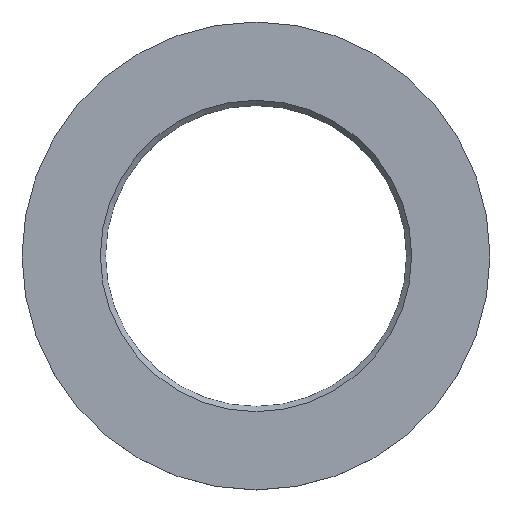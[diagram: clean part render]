
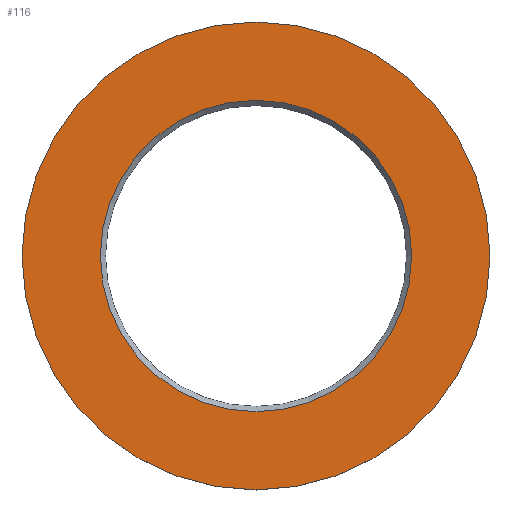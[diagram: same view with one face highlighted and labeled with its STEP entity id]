
A CAD part, top view. The second image highlights one B-rep face of the part: STEP entity #116.
In plain terms, the highlighted planar face has unit normal (0, 0, 1).
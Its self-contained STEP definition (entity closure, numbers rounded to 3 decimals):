
#16=FACE_BOUND('',#37,.T.);
#18=PLANE('',#155);
#28=FACE_OUTER_BOUND('',#36,.T.);
#36=EDGE_LOOP('',(#106));
#37=EDGE_LOOP('',(#107));
#48=CIRCLE('',#141,22.55);
#56=CIRCLE('',#154,15.);
#57=VERTEX_POINT('',#197);
#65=VERTEX_POINT('',#222);
#66=EDGE_CURVE('',#57,#57,#48,.T.);
#78=EDGE_CURVE('',#65,#65,#56,.T.);
#106=ORIENTED_EDGE('',*,*,#66,.F.);
#107=ORIENTED_EDGE('',*,*,#78,.F.);
#116=ADVANCED_FACE('',(#28,#16),#18,.T.);
#141=AXIS2_PLACEMENT_3D('',#198,#160,#161);
#154=AXIS2_PLACEMENT_3D('',#223,#190,#191);
#155=AXIS2_PLACEMENT_3D('',#225,#193,#194);
#160=DIRECTION('center_axis',(0.,0.,-1.));
#161=DIRECTION('ref_axis',(1.,0.,0.));
#190=DIRECTION('center_axis',(0.,0.,1.));
#191=DIRECTION('ref_axis',(-1.,0.,0.));
#193=DIRECTION('center_axis',(0.,0.,1.));
#194=DIRECTION('ref_axis',(1.,0.,0.));
#197=CARTESIAN_POINT('',(-22.55,0.,3.));
#198=CARTESIAN_POINT('Origin',(0.,0.,3.));
#222=CARTESIAN_POINT('',(15.,0.,3.));
#223=CARTESIAN_POINT('Origin',(0.,0.,3.));
#225=CARTESIAN_POINT('Origin',(0.,0.,3.));
